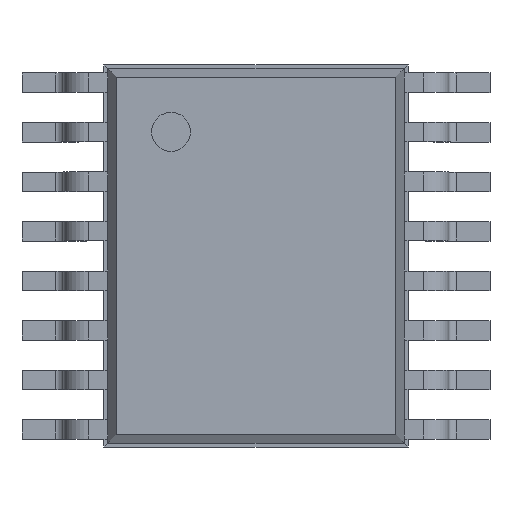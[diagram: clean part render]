
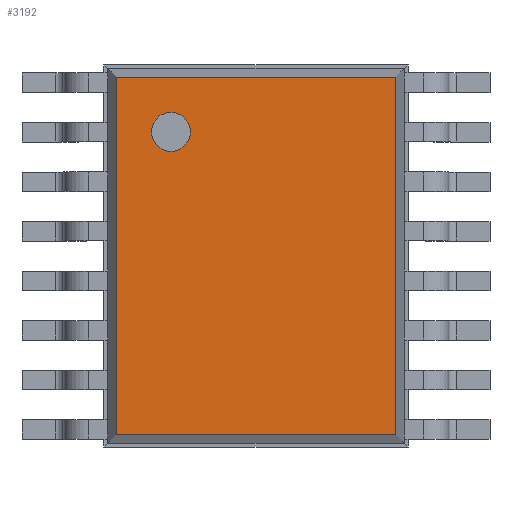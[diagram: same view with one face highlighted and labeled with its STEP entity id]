
A CAD part, top view. The second image highlights one B-rep face of the part: STEP entity #3192.
In plain terms, the highlighted planar face has unit normal (0, 0, 1).
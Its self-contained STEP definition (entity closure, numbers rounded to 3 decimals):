
#1328 = VERTEX_POINT('',#1329);
#1329 = CARTESIAN_POINT('',(1.791,2.291,1.42));
#1334 = EDGE_CURVE('',#1335,#1328,#1337,.T.);
#1335 = VERTEX_POINT('',#1336);
#1336 = CARTESIAN_POINT('',(1.791,-2.291,1.42));
#1337 = LINE('',#1338,#1339);
#1338 = CARTESIAN_POINT('',(1.791,-2.291,1.42));
#1339 = VECTOR('',#1340,1.);
#1340 = DIRECTION('',(0.,1.,0.));
#3156 = EDGE_CURVE('',#3157,#1335,#3159,.T.);
#3157 = VERTEX_POINT('',#3158);
#3158 = CARTESIAN_POINT('',(-1.791,-2.291,1.42));
#3159 = LINE('',#3160,#3161);
#3160 = CARTESIAN_POINT('',(-1.791,-2.291,1.42));
#3161 = VECTOR('',#3162,1.);
#3162 = DIRECTION('',(1.,0.,0.));
#3192 = ADVANCED_FACE('',(#3193,#3211),#3222,.F.);
#3193 = FACE_BOUND('',#3194,.F.);
#3194 = EDGE_LOOP('',(#3195,#3203,#3209,#3210));
#3195 = ORIENTED_EDGE('',*,*,#3196,.F.);
#3196 = EDGE_CURVE('',#3197,#3157,#3199,.T.);
#3197 = VERTEX_POINT('',#3198);
#3198 = CARTESIAN_POINT('',(-1.791,2.291,1.42));
#3199 = LINE('',#3200,#3201);
#3200 = CARTESIAN_POINT('',(-1.791,2.291,1.42));
#3201 = VECTOR('',#3202,1.);
#3202 = DIRECTION('',(0.,-1.,0.));
#3203 = ORIENTED_EDGE('',*,*,#3204,.F.);
#3204 = EDGE_CURVE('',#1328,#3197,#3205,.T.);
#3205 = LINE('',#3206,#3207);
#3206 = CARTESIAN_POINT('',(1.791,2.291,1.42));
#3207 = VECTOR('',#3208,1.);
#3208 = DIRECTION('',(-1.,0.,0.));
#3209 = ORIENTED_EDGE('',*,*,#1334,.F.);
#3210 = ORIENTED_EDGE('',*,*,#3156,.F.);
#3211 = FACE_BOUND('',#3212,.F.);
#3212 = EDGE_LOOP('',(#3213));
#3213 = ORIENTED_EDGE('',*,*,#3214,.T.);
#3214 = EDGE_CURVE('',#3215,#3215,#3217,.T.);
#3215 = VERTEX_POINT('',#3216);
#3216 = CARTESIAN_POINT('',(-1.091,1.341,1.42));
#3217 = CIRCLE('',#3218,0.25);
#3218 = AXIS2_PLACEMENT_3D('',#3219,#3220,#3221);
#3219 = CARTESIAN_POINT('',(-1.091,1.591,1.42));
#3220 = DIRECTION('',(0.,0.,1.));
#3221 = DIRECTION('',(0.,-1.,0.));
#3222 = PLANE('',#3223);
#3223 = AXIS2_PLACEMENT_3D('',#3224,#3225,#3226);
#3224 = CARTESIAN_POINT('',(-1.791,2.291,1.42));
#3225 = DIRECTION('',(0.,0.,-1.));
#3226 = DIRECTION('',(0.616,-0.788,0.));
